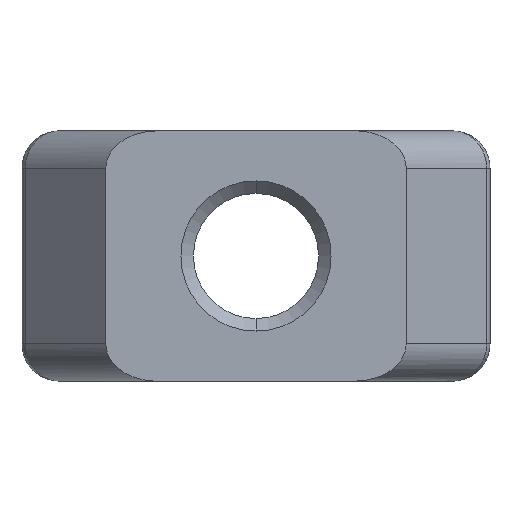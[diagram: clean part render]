
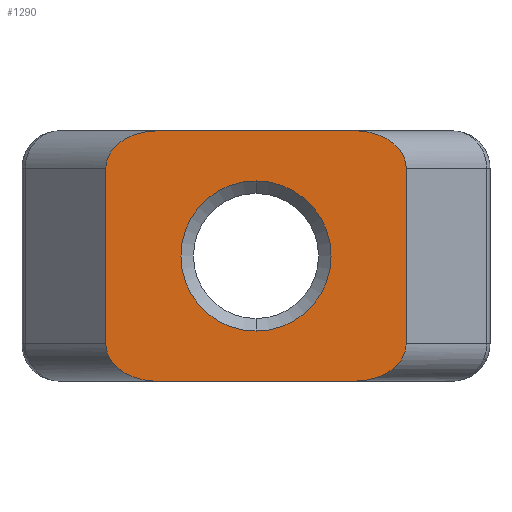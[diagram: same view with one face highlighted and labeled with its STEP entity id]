
A CAD part, front view. The second image highlights one B-rep face of the part: STEP entity #1290.
In plain terms, the highlighted planar face has unit normal (0, -1, 0).
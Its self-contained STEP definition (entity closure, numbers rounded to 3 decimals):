
#1 = DIRECTION ( 'NONE',  ( 1., 0., 0. ) ) ;
#25 = LINE ( 'NONE', #107, #857 ) ;
#26 = EDGE_CURVE ( 'NONE', #308, #267, #1144, .T. ) ;
#32 = ORIENTED_EDGE ( 'NONE', *, *, #480, .T. ) ;
#36 = LINE ( 'NONE', #390, #693 ) ;
#55 = ORIENTED_EDGE ( 'NONE', *, *, #1228, .T. ) ;
#65 = CARTESIAN_POINT ( 'NONE',  ( 3.977, -5.7, 5. ) ) ;
#72 = ORIENTED_EDGE ( 'NONE', *, *, #756, .T. ) ;
#87 = CARTESIAN_POINT ( 'NONE',  ( -6., -5.7, -3.5 ) ) ;
#104 = VERTEX_POINT ( 'NONE', #1097 ) ;
#107 = CARTESIAN_POINT ( 'NONE',  ( -6., -5.7, -5. ) ) ;
#151 = LINE ( 'NONE', #234, #418 ) ;
#163 = EDGE_CURVE ( 'NONE', #1219, #241, #36, .T. ) ;
#213 = ORIENTED_EDGE ( 'NONE', *, *, #1090, .T. ) ;
#214 = CARTESIAN_POINT ( 'NONE',  ( -6., -5.7, 5. ) ) ;
#230 = CIRCLE ( 'NONE', #1193, 3. ) ;
#234 = CARTESIAN_POINT ( 'NONE',  ( 6., -5.7, 5. ) ) ;
#241 = VERTEX_POINT ( 'NONE', #87 ) ;
#250 = EDGE_LOOP ( 'NONE', ( #484, #72, #1020, #585, #339, #213, #870, #32 ) ) ;
#254 = CARTESIAN_POINT ( 'NONE',  ( -3.977, -5.7, 5. ) ) ;
#267 = VERTEX_POINT ( 'NONE', #1163 ) ;
#268 = AXIS2_PLACEMENT_3D ( 'NONE', #1103, #977, #651 ) ;
#278 = DIRECTION ( 'NONE',  ( 1., 0., 0. ) ) ;
#288 = CARTESIAN_POINT ( 'NONE',  ( 5.162, -5.7, 5. ) ) ;
#308 = VERTEX_POINT ( 'NONE', #610 ) ;
#339 = ORIENTED_EDGE ( 'NONE', *, *, #1361, .T. ) ;
#353 = CARTESIAN_POINT ( 'NONE',  ( -3.977, -5.7, -5. ) ) ;
#356 = VERTEX_POINT ( 'NONE', #1218 ) ;
#370 = CARTESIAN_POINT ( 'NONE',  ( -6., -5.7, 3.5 ) ) ;
#390 = CARTESIAN_POINT ( 'NONE',  ( -6., -5.7, 5. ) ) ;
#418 = VECTOR ( 'NONE', #1310, 1000. ) ;
#433 = DIRECTION ( 'NONE',  ( 0., 1., 0. ) ) ;
#445 = CARTESIAN_POINT ( 'NONE',  ( 6., -5.7, 4.379 ) ) ;
#449 = CARTESIAN_POINT ( 'NONE',  ( -6., -5.7, -3.5 ) ) ;
#461 = VERTEX_POINT ( 'NONE', #1230 ) ;
#480 = EDGE_CURVE ( 'NONE', #504, #1238, #859, .T. ) ;
#482 = CARTESIAN_POINT ( 'NONE',  ( -3.977, -5.7, 5. ) ) ;
#484 = ORIENTED_EDGE ( 'NONE', *, *, #572, .F. ) ;
#504 = VERTEX_POINT ( 'NONE', #953 ) ;
#516 = FACE_BOUND ( 'NONE', #1127, .T. ) ;
#572 = EDGE_CURVE ( 'NONE', #736, #1238, #1227, .T. ) ;
#579 = DIRECTION ( 'NONE',  ( 0., 0., -1. ) ) ;
#584 = CARTESIAN_POINT ( 'NONE',  ( 6., -5.7, 3.5 ) ) ;
#585 = ORIENTED_EDGE ( 'NONE', *, *, #627, .T. ) ;
#609 = CARTESIAN_POINT ( 'NONE',  ( 3.977, -5.7, -5. ) ) ;
#610 = CARTESIAN_POINT ( 'NONE',  ( 0., -5.7, -3. ) ) ;
#615 = CARTESIAN_POINT ( 'NONE',  ( -6., -5.7, 3.5 ) ) ;
#627 = EDGE_CURVE ( 'NONE', #241, #461, #1118, .T. ) ;
#630 = CARTESIAN_POINT ( 'NONE',  ( 3.977, -5.7, 5. ) ) ;
#651 = DIRECTION ( 'NONE',  ( 0., 0., 1. ) ) ;
#693 = VECTOR ( 'NONE', #579, 1000. ) ;
#707 = CARTESIAN_POINT ( 'NONE',  ( 6., -5.7, -3.5 ) ) ;
#736 = VERTEX_POINT ( 'NONE', #482 ) ;
#756 = EDGE_CURVE ( 'NONE', #736, #1219, #1056, .T. ) ;
#773 = CARTESIAN_POINT ( 'NONE',  ( -6., -5.7, -4.379 ) ) ;
#802 = CARTESIAN_POINT ( 'NONE',  ( 6., -5.7, -4.379 ) ) ;
#842 = ORIENTED_EDGE ( 'NONE', *, *, #26, .T. ) ;
#857 = VECTOR ( 'NONE', #1, 1000. ) ;
#859 =( BOUNDED_CURVE ( )  B_SPLINE_CURVE ( 3, ( #584, #445, #288, #65 ),
 .UNSPECIFIED., .F., .T. ) 
 B_SPLINE_CURVE_WITH_KNOTS ( ( 4, 4 ),
 ( 0., 1.571 ),
 .UNSPECIFIED. ) 
 CURVE ( )  GEOMETRIC_REPRESENTATION_ITEM ( )  RATIONAL_B_SPLINE_CURVE ( ( 1., 0.805, 0.805, 1. ) ) 
 REPRESENTATION_ITEM ( '' )  );
#867 =( BOUNDED_CURVE ( )  B_SPLINE_CURVE ( 3, ( #609, #1246, #802, #707 ),
 .UNSPECIFIED., .F., .F. ) 
 B_SPLINE_CURVE_WITH_KNOTS ( ( 4, 4 ),
 ( 1.571, 3.142 ),
 .UNSPECIFIED. ) 
 CURVE ( )  GEOMETRIC_REPRESENTATION_ITEM ( )  RATIONAL_B_SPLINE_CURVE ( ( 1., 0.805, 0.805, 1. ) ) 
 REPRESENTATION_ITEM ( '' )  );
#870 = ORIENTED_EDGE ( 'NONE', *, *, #992, .F. ) ;
#944 = PLANE ( 'NONE',  #1340 ) ;
#953 = CARTESIAN_POINT ( 'NONE',  ( 6., -5.7, 3.5 ) ) ;
#977 = DIRECTION ( 'NONE',  ( 0., 1., 0. ) ) ;
#980 = CARTESIAN_POINT ( 'NONE',  ( -6., -5.7, 4.379 ) ) ;
#989 = CARTESIAN_POINT ( 'NONE',  ( -5.162, -5.7, -5. ) ) ;
#992 = EDGE_CURVE ( 'NONE', #504, #104, #151, .T. ) ;
#1018 = CARTESIAN_POINT ( 'NONE',  ( -5.162, -5.7, 5. ) ) ;
#1020 = ORIENTED_EDGE ( 'NONE', *, *, #163, .T. ) ;
#1054 = CARTESIAN_POINT ( 'NONE',  ( 0., -5.7, 0. ) ) ;
#1056 =( BOUNDED_CURVE ( )  B_SPLINE_CURVE ( 3, ( #254, #1018, #980, #370 ),
 .UNSPECIFIED., .F., .T. ) 
 B_SPLINE_CURVE_WITH_KNOTS ( ( 4, 4 ),
 ( 1.571, 3.142 ),
 .UNSPECIFIED. ) 
 CURVE ( )  GEOMETRIC_REPRESENTATION_ITEM ( )  RATIONAL_B_SPLINE_CURVE ( ( 1., 0.805, 0.805, 1. ) ) 
 REPRESENTATION_ITEM ( '' )  );
#1090 = EDGE_CURVE ( 'NONE', #356, #104, #867, .T. ) ;
#1097 = CARTESIAN_POINT ( 'NONE',  ( 6., -5.7, -3.5 ) ) ;
#1103 = CARTESIAN_POINT ( 'NONE',  ( 0., -5.7, 0. ) ) ;
#1118 =( BOUNDED_CURVE ( )  B_SPLINE_CURVE ( 3, ( #449, #773, #989, #353 ),
 .UNSPECIFIED., .F., .F. ) 
 B_SPLINE_CURVE_WITH_KNOTS ( ( 4, 4 ),
 ( 0., 1.571 ),
 .UNSPECIFIED. ) 
 CURVE ( )  GEOMETRIC_REPRESENTATION_ITEM ( )  RATIONAL_B_SPLINE_CURVE ( ( 1., 0.805, 0.805, 1. ) ) 
 REPRESENTATION_ITEM ( '' )  );
#1127 = EDGE_LOOP ( 'NONE', ( #842, #55 ) ) ;
#1144 = CIRCLE ( 'NONE', #268, 3. ) ;
#1163 = CARTESIAN_POINT ( 'NONE',  ( 0., -5.7, 3. ) ) ;
#1172 = DIRECTION ( 'NONE',  ( 0., 0., 1. ) ) ;
#1193 = AXIS2_PLACEMENT_3D ( 'NONE', #1054, #1262, #1369 ) ;
#1218 = CARTESIAN_POINT ( 'NONE',  ( 3.977, -5.7, -5. ) ) ;
#1219 = VERTEX_POINT ( 'NONE', #615 ) ;
#1227 = LINE ( 'NONE', #1341, #1308 ) ;
#1228 = EDGE_CURVE ( 'NONE', #267, #308, #230, .T. ) ;
#1230 = CARTESIAN_POINT ( 'NONE',  ( -3.977, -5.7, -5. ) ) ;
#1238 = VERTEX_POINT ( 'NONE', #630 ) ;
#1246 = CARTESIAN_POINT ( 'NONE',  ( 5.162, -5.7, -5. ) ) ;
#1262 = DIRECTION ( 'NONE',  ( 0., 1., 0. ) ) ;
#1290 = ADVANCED_FACE ( 'NONE', ( #516, #1377 ), #944, .F. ) ;
#1308 = VECTOR ( 'NONE', #278, 1000. ) ;
#1310 = DIRECTION ( 'NONE',  ( 0., 0., -1. ) ) ;
#1340 = AXIS2_PLACEMENT_3D ( 'NONE', #214, #433, #1172 ) ;
#1341 = CARTESIAN_POINT ( 'NONE',  ( -6., -5.7, 5. ) ) ;
#1361 = EDGE_CURVE ( 'NONE', #461, #356, #25, .T. ) ;
#1369 = DIRECTION ( 'NONE',  ( 0., 0., 1. ) ) ;
#1377 = FACE_OUTER_BOUND ( 'NONE', #250, .T. ) ;
